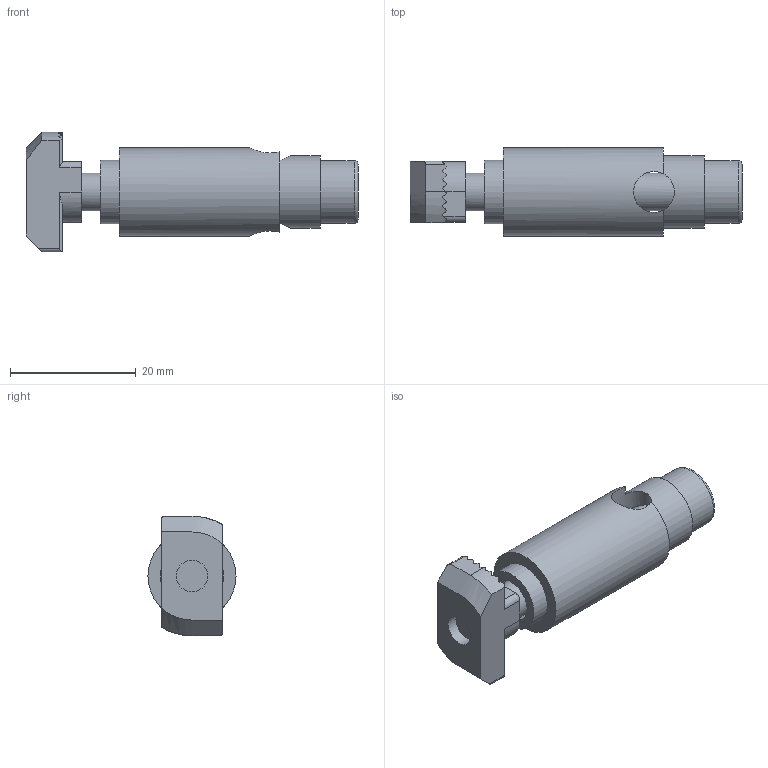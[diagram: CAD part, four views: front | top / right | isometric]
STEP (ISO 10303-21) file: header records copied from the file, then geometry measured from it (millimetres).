
FILE_DESCRIPTION(('STEP AP203'),'1');
FILE_NAME('FIXE10B1254.stp','2023-10-17T15:07:10',(' '),(' '),'Spatial InterOp 3D',' ',' ');
FILE_SCHEMA(('CONFIG_CONTROL_DESIGN'));
Length unit declared in the file: millimetre
Products named in the file (4): Fixation automatique 10 45 léger - écrou M6; Ecrou tête rectangulaire 10 M6, inox; Vis CHC - M6x45; douille
Assembly tree (3 placements, depth 2):
  Fixation automatique 10 45 léger - écrou M6
    Ecrou tête rectangulaire 10 M6, inox
    Vis CHC - M6x45
    douille
Bounding box: 52.8 x 14 x 19 mm (x, y, z)
Volume: 6212.8 mm3; surface area: 4493.3 mm2
Topology: 3 solids, 3 shells, 128 faces, 350 edges, 228 vertices
Faces by surface type: plane 105, cylinder 18, bspline 2, cone 2, torus 1
Full cylindrical faces by diameter (mm): 5 x1, 6 x3, 6.5 x1, 7 x1, 10 x1, 10.1 x1, 11.5 x1, 14 x1
Entity records: 4702 total; most frequent: CARTESIAN_POINT 967, DIRECTION 675, ORIENTED_EDGE 660, EDGE_CURVE 330, AXIS2_PLACEMENT_3D 234, VERTEX_POINT 223, LINE 207, VECTOR 207
